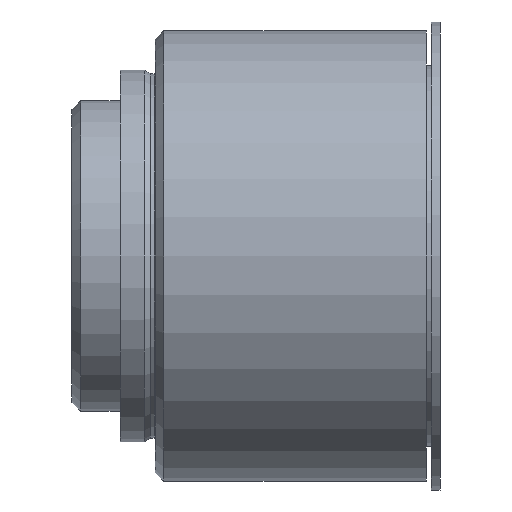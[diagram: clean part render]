
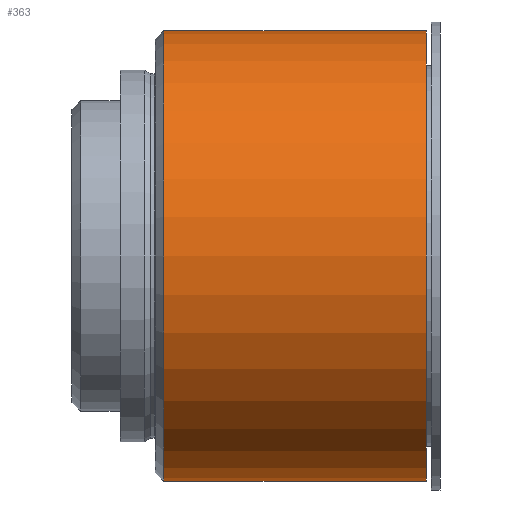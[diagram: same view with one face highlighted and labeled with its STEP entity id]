
A CAD part, front view. The second image highlights one B-rep face of the part: STEP entity #363.
In plain terms, the highlighted cylindrical face has radius 51.5 mm (diameter 103 mm), a partial arc.
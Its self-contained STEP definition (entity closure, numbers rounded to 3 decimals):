
#8 = CARTESIAN_POINT ( 'NONE',  ( 0., 0., 51.5 ) ) ;
#12 = LINE ( 'NONE', #8, #544 ) ;
#18 = DIRECTION ( 'NONE',  ( -1., 0., 0. ) ) ;
#20 = CARTESIAN_POINT ( 'NONE',  ( 21., 0., -51.5 ) ) ;
#29 = CARTESIAN_POINT ( 'NONE',  ( 21., 0., 51.5 ) ) ;
#30 = CARTESIAN_POINT ( 'NONE',  ( 81., 0., 51.5 ) ) ;
#33 = CARTESIAN_POINT ( 'NONE',  ( 81., 0., -51.5 ) ) ;
#75 = DIRECTION ( 'NONE',  ( -1., 0., 0. ) ) ;
#84 = FACE_OUTER_BOUND ( 'NONE', #643, .T. ) ;
#85 = CARTESIAN_POINT ( 'NONE',  ( 0., 0., 0. ) ) ;
#87 = CYLINDRICAL_SURFACE ( 'NONE', #534, 51.5 ) ;
#88 = DIRECTION ( 'NONE',  ( 0., 0., 1. ) ) ;
#95 = VECTOR ( 'NONE', #608, 1000. ) ;
#114 = EDGE_CURVE ( 'NONE', #473, #374, #191, .T. ) ;
#191 = LINE ( 'NONE', #205, #95 ) ;
#205 = CARTESIAN_POINT ( 'NONE',  ( 0., 0., -51.5 ) ) ;
#354 = EDGE_CURVE ( 'NONE', #375, #374, #431, .T. ) ;
#355 = EDGE_CURVE ( 'NONE', #473, #377, #436, .T. ) ;
#363 = ADVANCED_FACE ( 'NONE', ( #84 ), #87, .T. ) ;
#370 = EDGE_CURVE ( 'NONE', #377, #375, #12, .T. ) ;
#374 = VERTEX_POINT ( 'NONE', #20 ) ;
#375 = VERTEX_POINT ( 'NONE', #29 ) ;
#377 = VERTEX_POINT ( 'NONE', #30 ) ;
#379 = ORIENTED_EDGE ( 'NONE', *, *, #114, .F. ) ;
#380 = ORIENTED_EDGE ( 'NONE', *, *, #355, .T. ) ;
#381 = ORIENTED_EDGE ( 'NONE', *, *, #370, .T. ) ;
#382 = ORIENTED_EDGE ( 'NONE', *, *, #354, .T. ) ;
#431 = CIRCLE ( 'NONE', #439, 51.5 ) ;
#436 = CIRCLE ( 'NONE', #441, 51.5 ) ;
#439 = AXIS2_PLACEMENT_3D ( 'NONE', #939, #940, #941 ) ;
#441 = AXIS2_PLACEMENT_3D ( 'NONE', #943, #944, #945 ) ;
#473 = VERTEX_POINT ( 'NONE', #33 ) ;
#534 = AXIS2_PLACEMENT_3D ( 'NONE', #85, #75, #88 ) ;
#544 = VECTOR ( 'NONE', #18, 1000. ) ;
#608 = DIRECTION ( 'NONE',  ( -1., 0., 0. ) ) ;
#643 = EDGE_LOOP ( 'NONE', ( #379, #380, #381, #382 ) ) ;
#939 = CARTESIAN_POINT ( 'NONE',  ( 21., 0., 0. ) ) ;
#940 = DIRECTION ( 'NONE',  ( 1., 0., 0. ) ) ;
#941 = DIRECTION ( 'NONE',  ( 0., 0., -1. ) ) ;
#943 = CARTESIAN_POINT ( 'NONE',  ( 81., 0., 0. ) ) ;
#944 = DIRECTION ( 'NONE',  ( -1., 0., 0. ) ) ;
#945 = DIRECTION ( 'NONE',  ( 0., 0., 1. ) ) ;
